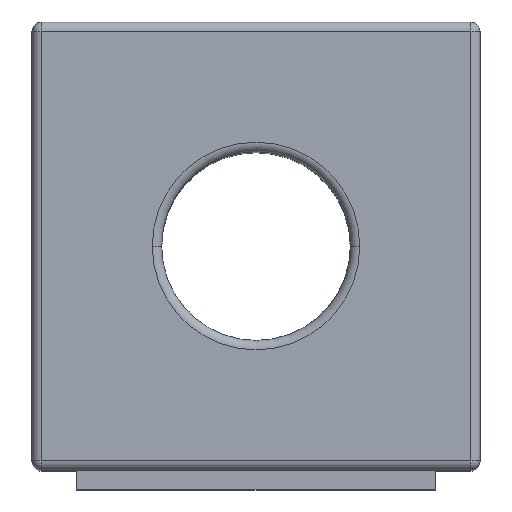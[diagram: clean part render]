
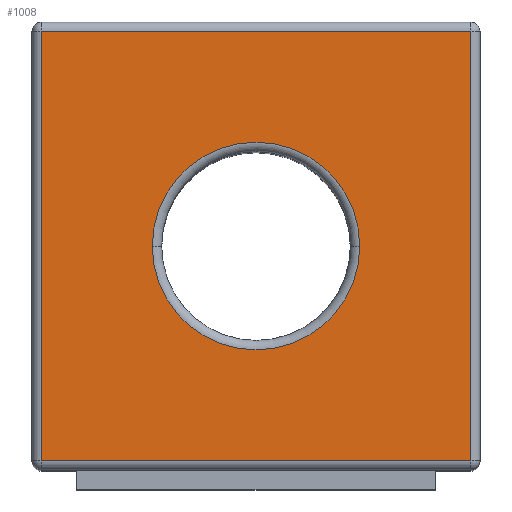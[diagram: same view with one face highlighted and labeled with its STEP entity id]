
A CAD part, top view. The second image highlights one B-rep face of the part: STEP entity #1008.
In plain terms, the highlighted planar face has unit normal (0, 0, 1).
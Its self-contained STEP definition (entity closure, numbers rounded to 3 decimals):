
#3 = ORIENTED_EDGE ( 'NONE', *, *, #102, .T. ) ;
#12 = ORIENTED_EDGE ( 'NONE', *, *, #337, .T. ) ;
#29 = PLANE ( 'NONE',  #999 ) ;
#43 = EDGE_CURVE ( 'NONE', #460, #704, #716, .T. ) ;
#70 = DIRECTION ( 'NONE',  ( 1., 0., 0. ) ) ;
#102 = EDGE_CURVE ( 'NONE', #704, #347, #696, .T. ) ;
#134 = DIRECTION ( 'NONE',  ( 0., 1., 0. ) ) ;
#146 = VECTOR ( 'NONE', #134, 1000. ) ;
#160 = CARTESIAN_POINT ( 'NONE',  ( 0., 0., 32.5 ) ) ;
#190 = VERTEX_POINT ( 'NONE', #530 ) ;
#203 = VECTOR ( 'NONE', #901, 1000. ) ;
#277 = CARTESIAN_POINT ( 'NONE',  ( -11.375, 11.375, 32.5 ) ) ;
#295 = FACE_BOUND ( 'NONE', #512, .T. ) ;
#298 = DIRECTION ( 'NONE',  ( 0., 0., 1. ) ) ;
#301 = ORIENTED_EDGE ( 'NONE', *, *, #450, .T. ) ;
#311 = DIRECTION ( 'NONE',  ( 1., 0., 0. ) ) ;
#315 = VERTEX_POINT ( 'NONE', #849 ) ;
#337 = EDGE_CURVE ( 'NONE', #783, #190, #529, .T. ) ;
#347 = VERTEX_POINT ( 'NONE', #277 ) ;
#373 = CARTESIAN_POINT ( 'NONE',  ( 0., 0., 32.5 ) ) ;
#388 = DIRECTION ( 'NONE',  ( 0., -1., 0. ) ) ;
#391 = ORIENTED_EDGE ( 'NONE', *, *, #903, .T. ) ;
#409 = CARTESIAN_POINT ( 'NONE',  ( 11.375, -11.375, 32.5 ) ) ;
#430 = CARTESIAN_POINT ( 'NONE',  ( -11.875, 11.375, 32.5 ) ) ;
#448 = VECTOR ( 'NONE', #388, 1000. ) ;
#450 = EDGE_CURVE ( 'NONE', #347, #315, #857, .T. ) ;
#460 = VERTEX_POINT ( 'NONE', #409 ) ;
#474 = EDGE_LOOP ( 'NONE', ( #806, #3, #301, #391 ) ) ;
#486 = VECTOR ( 'NONE', #980, 1000. ) ;
#507 = CARTESIAN_POINT ( 'NONE',  ( 11.375, 11.875, 32.5 ) ) ;
#510 = EDGE_CURVE ( 'NONE', #190, #783, #631, .T. ) ;
#512 = EDGE_LOOP ( 'NONE', ( #12, #860 ) ) ;
#529 = CIRCLE ( 'NONE', #668, 5.5 ) ;
#530 = CARTESIAN_POINT ( 'NONE',  ( -5.5, 0., 32.5 ) ) ;
#572 = LINE ( 'NONE', #894, #203 ) ;
#631 = CIRCLE ( 'NONE', #729, 5.5 ) ;
#668 = AXIS2_PLACEMENT_3D ( 'NONE', #779, #961, #311 ) ;
#674 = CARTESIAN_POINT ( 'NONE',  ( 11.375, 11.375, 32.5 ) ) ;
#696 = LINE ( 'NONE', #430, #486 ) ;
#704 = VERTEX_POINT ( 'NONE', #674 ) ;
#707 = FACE_OUTER_BOUND ( 'NONE', #474, .T. ) ;
#716 = LINE ( 'NONE', #507, #146 ) ;
#719 = CARTESIAN_POINT ( 'NONE',  ( -11.375, -11.875, 32.5 ) ) ;
#729 = AXIS2_PLACEMENT_3D ( 'NONE', #160, #802, #70 ) ;
#779 = CARTESIAN_POINT ( 'NONE',  ( 0., 0., 32.5 ) ) ;
#783 = VERTEX_POINT ( 'NONE', #988 ) ;
#802 = DIRECTION ( 'NONE',  ( 0., 0., -1. ) ) ;
#806 = ORIENTED_EDGE ( 'NONE', *, *, #43, .T. ) ;
#849 = CARTESIAN_POINT ( 'NONE',  ( -11.375, -11.375, 32.5 ) ) ;
#856 = DIRECTION ( 'NONE',  ( 1., 0., 0. ) ) ;
#857 = LINE ( 'NONE', #719, #448 ) ;
#860 = ORIENTED_EDGE ( 'NONE', *, *, #510, .T. ) ;
#894 = CARTESIAN_POINT ( 'NONE',  ( 11.875, -11.375, 32.5 ) ) ;
#901 = DIRECTION ( 'NONE',  ( 1., 0., 0. ) ) ;
#903 = EDGE_CURVE ( 'NONE', #315, #460, #572, .T. ) ;
#961 = DIRECTION ( 'NONE',  ( 0., 0., -1. ) ) ;
#980 = DIRECTION ( 'NONE',  ( -1., 0., 0. ) ) ;
#988 = CARTESIAN_POINT ( 'NONE',  ( 5.5, 0., 32.5 ) ) ;
#999 = AXIS2_PLACEMENT_3D ( 'NONE', #373, #298, #856 ) ;
#1008 = ADVANCED_FACE ( 'NONE', ( #295, #707 ), #29, .T. ) ;
